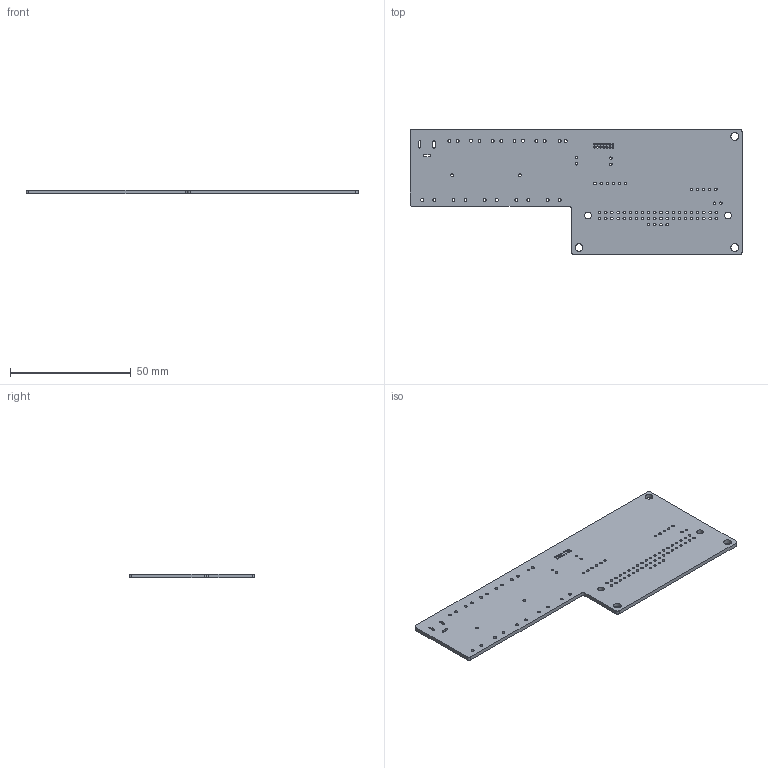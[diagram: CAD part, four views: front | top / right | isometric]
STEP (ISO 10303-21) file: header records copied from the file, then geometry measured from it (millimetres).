
FILE_DESCRIPTION(('FreeCAD Model'),'2;1');
FILE_NAME('Open CASCADE Shape Model','2021-06-18T11:17:09',('Author'),( ''),'Open CASCADE STEP processor 7.4','FreeCAD','Unknown');
FILE_SCHEMA(('AUTOMOTIVE_DESIGN { 1 0 10303 214 1 1 1 1 }'));
Length unit declared in the file: millimetre
Products named in the file (1): Pcb_61a8
Bounding box: 137.5 x 52 x 1.6 mm (x, y, z)
Volume: 9094.7 mm3; surface area: 12581.9 mm2
Topology: 1 solids, 1 shells, 136 faces, 402 edges, 268 vertices
Faces by surface type: cylinder 122, plane 14
Full cylindrical faces by diameter (mm): 0.7 x14, 1 x56, 1.016 x5, 1.2 x24, 2.75 x2, 3.2 x3
Entity records: 5140 total; most frequent: DIRECTION 920, CARTESIAN_POINT 807, ORIENTED_EDGE 804, EDGE_CURVE 402, AXIS2_PLACEMENT_3D 381, FACE_BOUND 350, EDGE_LOOP 350, VERTEX_POINT 268
